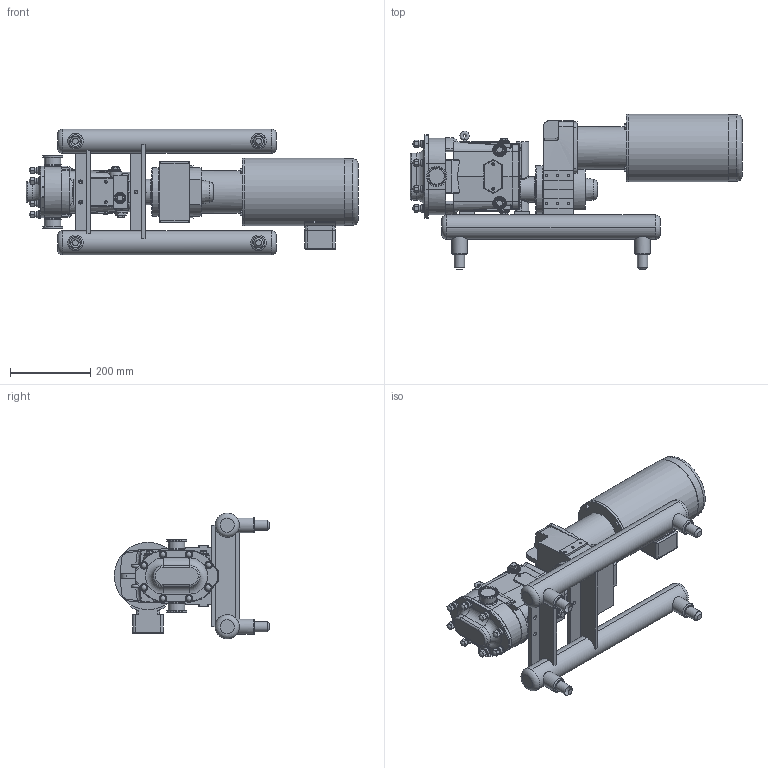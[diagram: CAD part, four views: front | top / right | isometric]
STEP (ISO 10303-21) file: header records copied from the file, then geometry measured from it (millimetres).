
FILE_DESCRIPTION(/* description */ (''),/* implementation_level */ '2;1');
FILE_NAME(/* name */ 'U1_018U1_145TC_1.5x1.5_S-Line_2HP_LH_SM.stp',/* time_stamp */ '2021-05-24T16:17:08+06:00',/* author */ ('trtmhr'),/* organization */ (''),/* preprocessor_version */ 'ST-DEVELOPER v18.1',/* originating_system */ 'Autodesk Inventor 2020',/* authorisation */ '');
FILE_SCHEMA (('AUTOMOTIVE_DESIGN { 1 0 10303 214 3 1 1 }'));
Length unit declared in the file: inch
Products named in the file (1): U1_018U1_145TC_1.5x1.5_S-Line_2HP_LH_SM
Bounding box: 829.16 x 388.11 x 314.32 mm (x, y, z)
Volume: 19197634.6 mm3; surface area: 971760.5 mm2
Topology: 5 solids, 5 shells, 1110 faces, 2930 edges, 1905 vertices
Faces by surface type: plane 522, cylinder 316, bspline 108, torus 94, cone 58, sphere 12
Full cylindrical faces by diameter (mm): 6.35 x12, 6.528 x4, 7.62 x2, 7.798 x1, 9.525 x3, 14.275 x8, 15.24 x1, 19.05 x8, 23.876 x3, 25.4 x11, 29.21 x2, 31.75 x3, 35.052 x2, 38.1 x6, 41.275 x4, 42.291 x2, 50.495 x2, 63.5 x1, 107.01 x1, 119.888 x1, 119.99 x1, 166.116 x1, 167.996 x1, 168.402 x1
Entity records: 37829 total; most frequent: CARTESIAN_POINT 10142, ORIENTED_EDGE 5838, DIRECTION 5769, EDGE_CURVE 2919, AXIS2_PLACEMENT_3D 2183, VERTEX_POINT 1905, LINE 1403, VECTOR 1403
